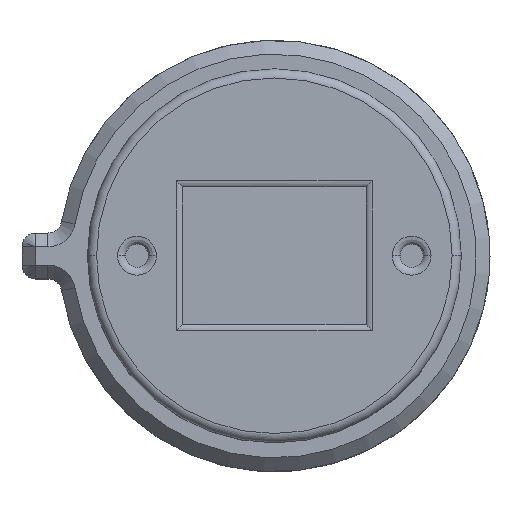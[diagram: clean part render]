
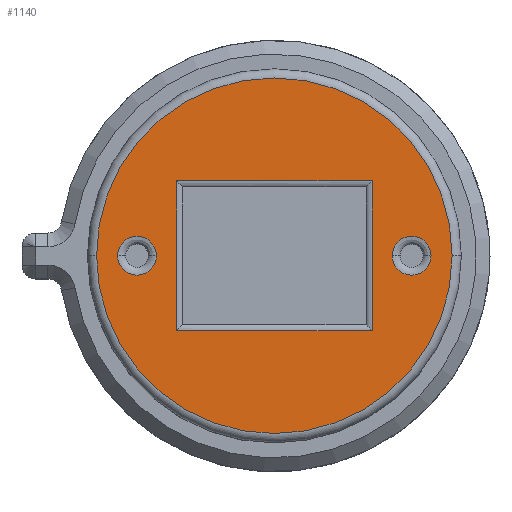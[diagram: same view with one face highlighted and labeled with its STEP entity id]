
A CAD part, top view. The second image highlights one B-rep face of the part: STEP entity #1140.
In plain terms, the highlighted planar face has unit normal (0, 0, 1).
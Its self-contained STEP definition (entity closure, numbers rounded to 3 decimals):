
#104 = CARTESIAN_POINT ( 'NONE',  ( 2., 1.632, 4.8 ) ) ;
#105 = EDGE_LOOP ( 'NONE', ( #356, #516 ) ) ;
#112 = EDGE_CURVE ( 'NONE', #460, #392, #1073, .T. ) ;
#123 = CARTESIAN_POINT ( 'NONE',  ( 2.132, -1.632, 4.8 ) ) ;
#124 = ORIENTED_EDGE ( 'NONE', *, *, #358, .T. ) ;
#125 = CARTESIAN_POINT ( 'NONE',  ( -3.416, 0., 4.8 ) ) ;
#128 = CARTESIAN_POINT ( 'NONE',  ( 2.569, 0., 4.8 ) ) ;
#147 = FACE_BOUND ( 'NONE', #105, .T. ) ;
#149 = LINE ( 'NONE', #1273, #1372 ) ;
#154 = EDGE_CURVE ( 'NONE', #827, #1468, #149, .T. ) ;
#159 = ORIENTED_EDGE ( 'NONE', *, *, #112, .T. ) ;
#171 = DIRECTION ( 'NONE',  ( 0., 1., 0. ) ) ;
#180 = EDGE_CURVE ( 'NONE', #546, #1379, #949, .T. ) ;
#199 = CARTESIAN_POINT ( 'NONE',  ( -3.875, 0., 4.8 ) ) ;
#203 = AXIS2_PLACEMENT_3D ( 'NONE', #852, #1208, #1323 ) ;
#236 = EDGE_LOOP ( 'NONE', ( #886, #1546 ) ) ;
#256 = CARTESIAN_POINT ( 'NONE',  ( -2., -1.632, 4.8 ) ) ;
#263 = CARTESIAN_POINT ( 'NONE',  ( -2.132, 1.632, 4.8 ) ) ;
#302 = ORIENTED_EDGE ( 'NONE', *, *, #1245, .T. ) ;
#311 = CIRCLE ( 'NONE', #1441, 3.875 ) ;
#342 = AXIS2_PLACEMENT_3D ( 'NONE', #687, #1506, #805 ) ;
#348 = DIRECTION ( 'NONE',  ( 0., 0., -1. ) ) ;
#356 = ORIENTED_EDGE ( 'NONE', *, *, #426, .T. ) ;
#358 = EDGE_CURVE ( 'NONE', #392, #827, #863, .T. ) ;
#359 = DIRECTION ( 'NONE',  ( 1., 0., 0. ) ) ;
#392 = VERTEX_POINT ( 'NONE', #263 ) ;
#426 = EDGE_CURVE ( 'NONE', #1402, #1484, #456, .T. ) ;
#427 = AXIS2_PLACEMENT_3D ( 'NONE', #1425, #744, #1443 ) ;
#456 = CIRCLE ( 'NONE', #427, 0.423 ) ;
#460 = VERTEX_POINT ( 'NONE', #1329 ) ;
#480 = ORIENTED_EDGE ( 'NONE', *, *, #1202, .T. ) ;
#509 = LINE ( 'NONE', #256, #679 ) ;
#516 = ORIENTED_EDGE ( 'NONE', *, *, #1458, .T. ) ;
#546 = VERTEX_POINT ( 'NONE', #1463 ) ;
#586 = DIRECTION ( 'NONE',  ( 0., 0., 1. ) ) ;
#679 = VECTOR ( 'NONE', #1309, 1000. ) ;
#682 = CIRCLE ( 'NONE', #203, 0.423 ) ;
#687 = CARTESIAN_POINT ( 'NONE',  ( 0., 0., 4.8 ) ) ;
#693 = CARTESIAN_POINT ( 'NONE',  ( 2.993, 0., 4.8 ) ) ;
#708 = DIRECTION ( 'NONE',  ( 1., 0., 0. ) ) ;
#724 = CARTESIAN_POINT ( 'NONE',  ( -2.993, 0., 4.8 ) ) ;
#744 = DIRECTION ( 'NONE',  ( 0., 0., -1. ) ) ;
#783 = PLANE ( 'NONE',  #342 ) ;
#805 = DIRECTION ( 'NONE',  ( 1., 0., 0. ) ) ;
#822 = EDGE_CURVE ( 'NONE', #1468, #460, #509, .T. ) ;
#826 = DIRECTION ( 'NONE',  ( 1., 0., 0. ) ) ;
#827 = VERTEX_POINT ( 'NONE', #1213 ) ;
#841 = DIRECTION ( 'NONE',  ( 1., 0., 0. ) ) ;
#852 = CARTESIAN_POINT ( 'NONE',  ( 2.993, 0., 4.8 ) ) ;
#863 = LINE ( 'NONE', #104, #899 ) ;
#867 = EDGE_CURVE ( 'NONE', #1379, #546, #682, .T. ) ;
#886 = ORIENTED_EDGE ( 'NONE', *, *, #180, .T. ) ;
#893 = AXIS2_PLACEMENT_3D ( 'NONE', #724, #1422, #841 ) ;
#899 = VECTOR ( 'NONE', #359, 1000. ) ;
#927 = DIRECTION ( 'NONE',  ( 0., -1., 0. ) ) ;
#949 = CIRCLE ( 'NONE', #1274, 0.423 ) ;
#980 = CIRCLE ( 'NONE', #1256, 3.875 ) ;
#984 = CARTESIAN_POINT ( 'NONE',  ( 3.875, 0., 4.8 ) ) ;
#1031 = DIRECTION ( 'NONE',  ( 1., 0., 0. ) ) ;
#1053 = CARTESIAN_POINT ( 'NONE',  ( 0., 0., 4.8 ) ) ;
#1073 = LINE ( 'NONE', #1479, #1298 ) ;
#1090 = ORIENTED_EDGE ( 'NONE', *, *, #154, .T. ) ;
#1112 = VERTEX_POINT ( 'NONE', #199 ) ;
#1140 = ADVANCED_FACE ( 'NONE', ( #1305, #1243, #1158, #147 ), #783, .T. ) ;
#1158 = FACE_BOUND ( 'NONE', #236, .T. ) ;
#1202 = EDGE_CURVE ( 'NONE', #1112, #1517, #980, .T. ) ;
#1208 = DIRECTION ( 'NONE',  ( 0., 0., -1. ) ) ;
#1213 = CARTESIAN_POINT ( 'NONE',  ( 2.132, 1.632, 4.8 ) ) ;
#1223 = CIRCLE ( 'NONE', #893, 0.423 ) ;
#1243 = FACE_BOUND ( 'NONE', #1354, .T. ) ;
#1245 = EDGE_CURVE ( 'NONE', #1517, #1112, #311, .T. ) ;
#1256 = AXIS2_PLACEMENT_3D ( 'NONE', #1267, #1519, #708 ) ;
#1267 = CARTESIAN_POINT ( 'NONE',  ( 0., 0., 4.8 ) ) ;
#1273 = CARTESIAN_POINT ( 'NONE',  ( 2.132, -1.5, 4.8 ) ) ;
#1274 = AXIS2_PLACEMENT_3D ( 'NONE', #693, #348, #1031 ) ;
#1298 = VECTOR ( 'NONE', #171, 1000. ) ;
#1305 = FACE_OUTER_BOUND ( 'NONE', #1352, .T. ) ;
#1309 = DIRECTION ( 'NONE',  ( -1., 0., 0. ) ) ;
#1323 = DIRECTION ( 'NONE',  ( 1., 0., 0. ) ) ;
#1329 = CARTESIAN_POINT ( 'NONE',  ( -2.132, -1.632, 4.8 ) ) ;
#1352 = EDGE_LOOP ( 'NONE', ( #302, #480 ) ) ;
#1354 = EDGE_LOOP ( 'NONE', ( #159, #124, #1090, #1375 ) ) ;
#1372 = VECTOR ( 'NONE', #927, 1000. ) ;
#1375 = ORIENTED_EDGE ( 'NONE', *, *, #822, .T. ) ;
#1379 = VERTEX_POINT ( 'NONE', #128 ) ;
#1402 = VERTEX_POINT ( 'NONE', #1435 ) ;
#1422 = DIRECTION ( 'NONE',  ( 0., 0., -1. ) ) ;
#1425 = CARTESIAN_POINT ( 'NONE',  ( -2.993, 0., 4.8 ) ) ;
#1435 = CARTESIAN_POINT ( 'NONE',  ( -2.569, 0., 4.8 ) ) ;
#1441 = AXIS2_PLACEMENT_3D ( 'NONE', #1053, #586, #826 ) ;
#1443 = DIRECTION ( 'NONE',  ( 1., 0., 0. ) ) ;
#1458 = EDGE_CURVE ( 'NONE', #1484, #1402, #1223, .T. ) ;
#1463 = CARTESIAN_POINT ( 'NONE',  ( 3.416, 0., 4.8 ) ) ;
#1468 = VERTEX_POINT ( 'NONE', #123 ) ;
#1479 = CARTESIAN_POINT ( 'NONE',  ( -2.132, 1.5, 4.8 ) ) ;
#1484 = VERTEX_POINT ( 'NONE', #125 ) ;
#1506 = DIRECTION ( 'NONE',  ( 0., 0., 1. ) ) ;
#1517 = VERTEX_POINT ( 'NONE', #984 ) ;
#1519 = DIRECTION ( 'NONE',  ( 0., 0., 1. ) ) ;
#1546 = ORIENTED_EDGE ( 'NONE', *, *, #867, .T. ) ;
